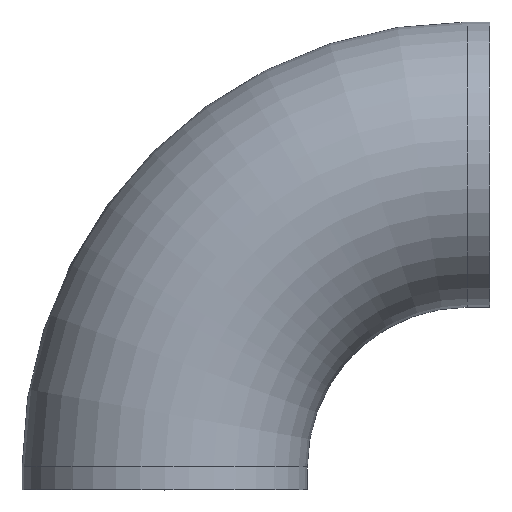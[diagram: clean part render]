
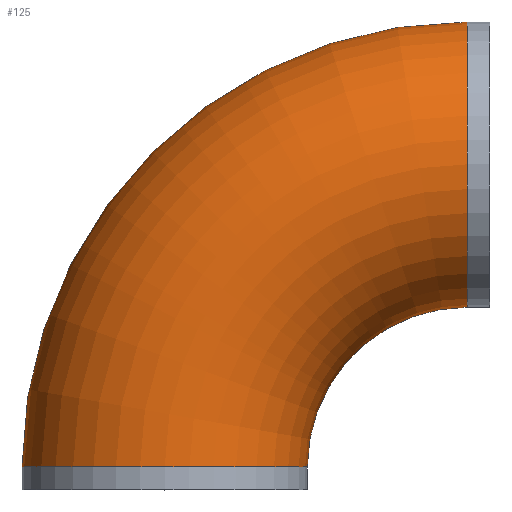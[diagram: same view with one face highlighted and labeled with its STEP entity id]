
A CAD part, top view. The second image highlights one B-rep face of the part: STEP entity #125.
In plain terms, the highlighted toroidal (fillet/blend) face has major radius 265 mm and minor radius 125 mm.
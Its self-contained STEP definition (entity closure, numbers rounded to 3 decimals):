
#99 = VERTEX_POINT( '', #239 );
#103 = EDGE_CURVE( '', #155, #99, #243, .T. );
#125 = ADVANCED_FACE( '', ( #270 ), #271, .T. );
#127 = VERTEX_POINT( '', #273 );
#129 = VERTEX_POINT( '', #275 );
#133 = EDGE_CURVE( '', #155, #127, #279, .T. );
#155 = VERTEX_POINT( '', #303 );
#165 = EDGE_CURVE( '', #129, #99, #313, .T. );
#185 = EDGE_CURVE( '', #129, #127, #333, .T. );
#239 = CARTESIAN_POINT( '', ( -125., 20., 0. ) );
#243 = CIRCLE( '', #386, 390. );
#270 = FACE_OUTER_BOUND( '', #418, .T. );
#271 = TOROIDAL_SURFACE( '', #419, 265., 125. );
#273 = CARTESIAN_POINT( '', ( 265., 160., 0. ) );
#275 = CARTESIAN_POINT( '', ( 125., 20., 0. ) );
#279 = CIRCLE( '', #428, 125. );
#303 = CARTESIAN_POINT( '', ( 265., 410., 0. ) );
#313 = CIRCLE( '', #475, 125. );
#333 = CIRCLE( '', #502, 140. );
#386 = AXIS2_PLACEMENT_3D( '', #567, #568, #569 );
#418 = EDGE_LOOP( '', ( #612, #613, #614, #615 ) );
#419 = AXIS2_PLACEMENT_3D( '', #616, #617, #618 );
#428 = AXIS2_PLACEMENT_3D( '', #619, #620, #621 );
#475 = AXIS2_PLACEMENT_3D( '', #659, #660, #661 );
#502 = AXIS2_PLACEMENT_3D( '', #675, #676, #677 );
#567 = CARTESIAN_POINT( '', ( 265., 20., 0. ) );
#568 = DIRECTION( '', ( 0., 0., 1. ) );
#569 = DIRECTION( '', ( 1., 0., 0. ) );
#612 = ORIENTED_EDGE( '', *, *, #103, .T. );
#613 = ORIENTED_EDGE( '', *, *, #165, .F. );
#614 = ORIENTED_EDGE( '', *, *, #185, .T. );
#615 = ORIENTED_EDGE( '', *, *, #133, .F. );
#616 = CARTESIAN_POINT( '', ( 265., 20., 0. ) );
#617 = DIRECTION( '', ( 0., 0., 1. ) );
#618 = DIRECTION( '', ( 1., 0., 0. ) );
#619 = CARTESIAN_POINT( '', ( 265., 285., 0. ) );
#620 = DIRECTION( '', ( 1., 0., 0. ) );
#621 = DIRECTION( '', ( 0., -1., 0. ) );
#659 = CARTESIAN_POINT( '', ( 0., 20., 0. ) );
#660 = DIRECTION( '', ( 0., -1., 0. ) );
#661 = DIRECTION( '', ( 1., 0., 0. ) );
#675 = CARTESIAN_POINT( '', ( 265., 20., 0. ) );
#676 = DIRECTION( '', ( 0., 0., -1. ) );
#677 = DIRECTION( '', ( 1., 0., 0. ) );
